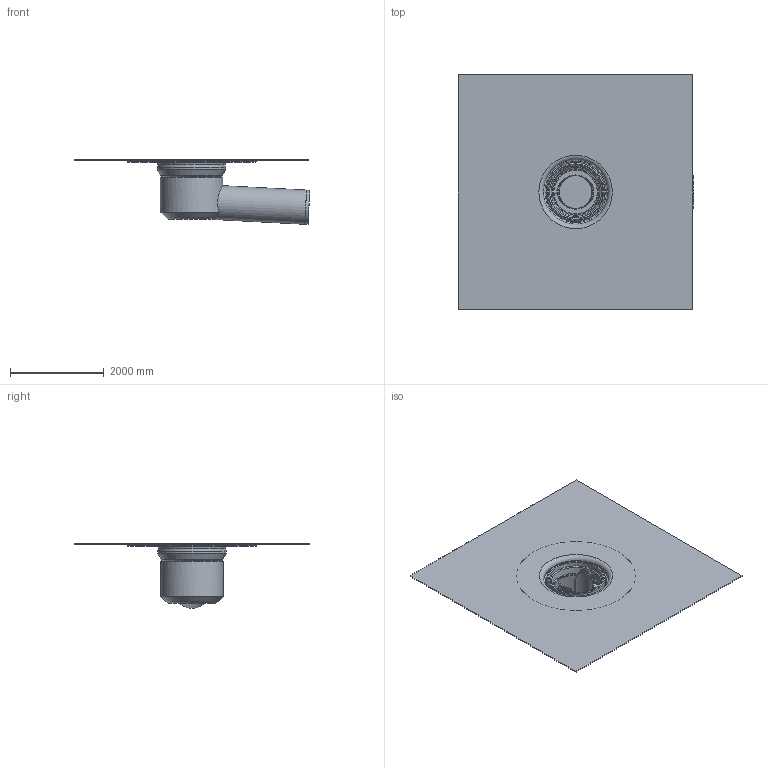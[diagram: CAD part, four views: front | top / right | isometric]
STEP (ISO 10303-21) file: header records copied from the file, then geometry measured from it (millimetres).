
FILE_DESCRIPTION(/* description */ (''),/* implementation_level */ '2;1');
FILE_NAME(/* name */ '16220.070X_3D.stp',/* time_stamp */ '2025-01-06T10:01:55+01:00',/* author */ ('c.rudolph'),/* organization */ (''),/* preprocessor_version */ 'ST-DEVELOPER v20',/* originating_system */ 'AutoCAD Mechanical',/* authorisation */ '');
FILE_SCHEMA (('AUTOMOTIVE_DESIGN { 1 0 10303 214 3 1 1 }'));
Length unit declared in the file: centimetre
Products named in the file (2): Product; *S0
Assembly tree (1 placements, depth 2):
  Product
    *S0
Bounding box: 5018.78 x 5000 x 1375.83 mm (x, y, z)
Volume: 795887400.4 mm3; surface area: 90113651 mm2
Topology: 9 solids, 10 shells, 133 faces, 321 edges, 211 vertices
Faces by surface type: plane 46, torus 31, cylinder 29, cone 27
Full cylindrical faces by diameter (mm): 80 x2, 698 x2, 730 x2, 960 x1, 1150 x1, 1160 x2, 1200 x3, 1280 x1, 1330 x1, 1400 x2, 1430 x2, 1460 x1
Entity records: 4529 total; most frequent: CARTESIAN_POINT 1222, DIRECTION 735, ORIENTED_EDGE 638, AXIS2_PLACEMENT_3D 322, EDGE_CURVE 319, VERTEX_POINT 207, CIRCLE 166, EDGE_LOOP 150
